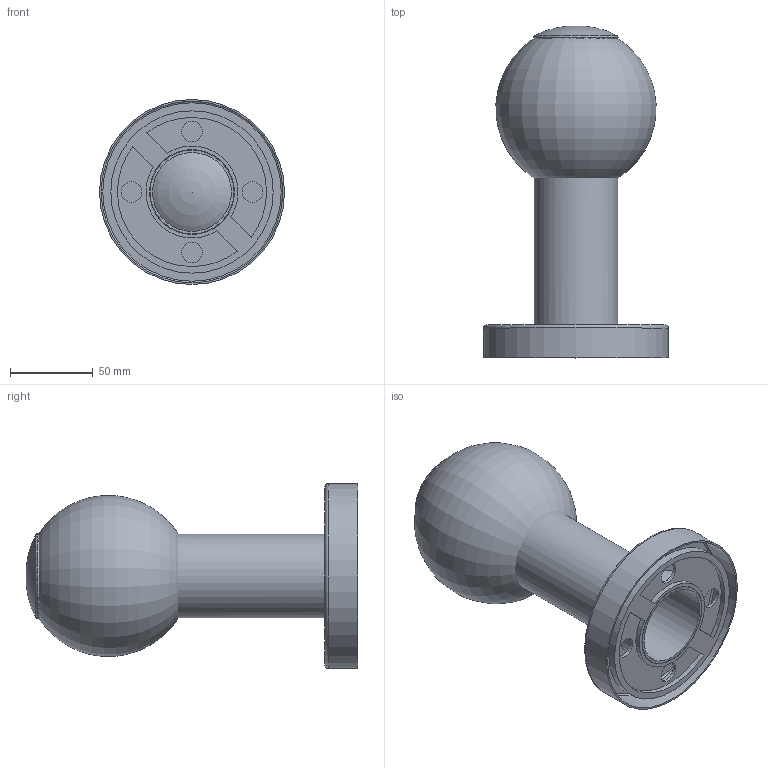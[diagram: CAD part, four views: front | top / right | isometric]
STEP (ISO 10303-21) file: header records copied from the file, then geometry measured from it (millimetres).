
FILE_DESCRIPTION(('STEP AP214'), '1');
FILE_NAME('KPSÎ105', '2014-12-23T12:32:03', ('UNSPECIFIED'), ('UNSPECIFIED'), 'ASCON STEP Converter 1.3', 'ASCON Math Kernel', '');
FILE_SCHEMA(('AUTOMOTIVE_DESIGN { 1 0 10303 214 3 1 1}'));
Length unit declared in the file: millimetre
Products named in the file (5): àðò. KRT532; àðò. KRT512; àðò. KRT601
Assembly tree (4 placements, depth 2):
  (unnamed)
    àðò. KRT532
    àðò. KRT512
    (unnamed)
    àðò. KRT601
Bounding box: 112 x 200.93 x 112 mm (x, y, z)
Volume: 99147.1 mm3; surface area: 170279.7 mm2
Topology: 4 solids, 4 shells, 127 faces, 314 edges, 192 vertices
Faces by surface type: cylinder 54, plane 41, torus 12, bspline 12, sphere 8
Full cylindrical faces by diameter (mm): 12.5 x4, 38.1 x2, 46.1 x1, 47.7 x1, 47.8 x1, 49.4 x1, 50.8 x1, 51 x1, 51.3 x1, 51.4 x1, 98.3 x1, 110 x1, 112 x1
Entity records: 8199 total; most frequent: CARTESIAN_POINT 4107, ORIENTED_EDGE 558, DIRECTION 539, EDGE_CURVE 279, AXIS2_PLACEMENT_3D 210, VERTEX_POINT 190, EDGE_LOOP 181, FACE_BOUND 137
